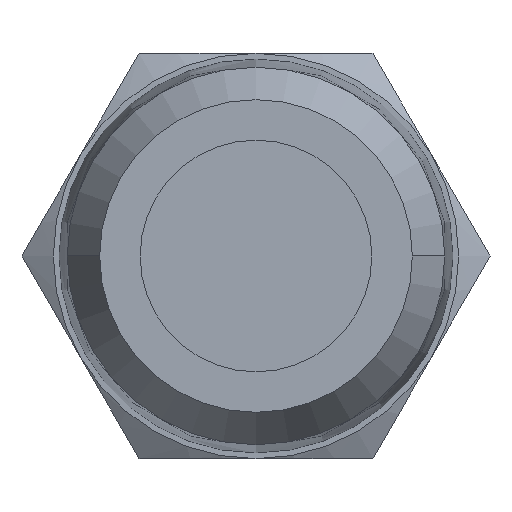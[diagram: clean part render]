
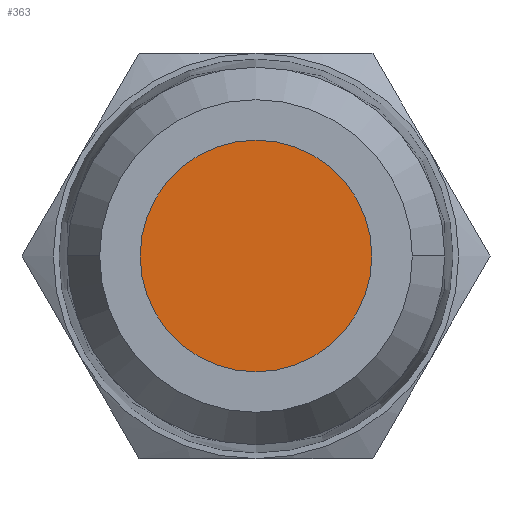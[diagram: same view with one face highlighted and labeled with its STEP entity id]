
A CAD part, front view. The second image highlights one B-rep face of the part: STEP entity #363.
In plain terms, the highlighted planar face has unit normal (0, -1, 0).
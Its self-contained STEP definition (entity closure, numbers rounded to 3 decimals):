
#92 = CARTESIAN_POINT ( 'NONE',  ( 4., 0.871, 0. ) ) ;
#217 = CARTESIAN_POINT ( 'NONE',  ( 0., 0.871, 0. ) ) ;
#238 = AXIS2_PLACEMENT_3D ( 'NONE', #1701, #1555, #1436 ) ;
#285 = VERTEX_POINT ( 'NONE', #92 ) ;
#320 = ORIENTED_EDGE ( 'NONE', *, *, #1588, .T. ) ;
#363 = ADVANCED_FACE ( 'NONE', ( #1557 ), #1024, .F. ) ;
#451 = ORIENTED_EDGE ( 'NONE', *, *, #1170, .T. ) ;
#486 = DIRECTION ( 'NONE',  ( 0., 0., 1. ) ) ;
#824 = AXIS2_PLACEMENT_3D ( 'NONE', #1686, #1702, #486 ) ;
#829 = EDGE_LOOP ( 'NONE', ( #451, #320 ) ) ;
#957 = CIRCLE ( 'NONE', #1047, 4. ) ;
#1024 = PLANE ( 'NONE',  #824 ) ;
#1047 = AXIS2_PLACEMENT_3D ( 'NONE', #217, #1414, #1144 ) ;
#1135 = VERTEX_POINT ( 'NONE', #1172 ) ;
#1144 = DIRECTION ( 'NONE',  ( -1., 0., 0. ) ) ;
#1170 = EDGE_CURVE ( 'NONE', #1135, #285, #1562, .T. ) ;
#1172 = CARTESIAN_POINT ( 'NONE',  ( -4., 0.871, 0. ) ) ;
#1414 = DIRECTION ( 'NONE',  ( 0., -1., 0. ) ) ;
#1436 = DIRECTION ( 'NONE',  ( -1., 0., 0. ) ) ;
#1555 = DIRECTION ( 'NONE',  ( 0., -1., 0. ) ) ;
#1557 = FACE_OUTER_BOUND ( 'NONE', #829, .T. ) ;
#1562 = CIRCLE ( 'NONE', #238, 4. ) ;
#1588 = EDGE_CURVE ( 'NONE', #285, #1135, #957, .T. ) ;
#1686 = CARTESIAN_POINT ( 'NONE',  ( 0., 0.871, 0. ) ) ;
#1701 = CARTESIAN_POINT ( 'NONE',  ( 0., 0.871, 0. ) ) ;
#1702 = DIRECTION ( 'NONE',  ( 0., 1., 0. ) ) ;
